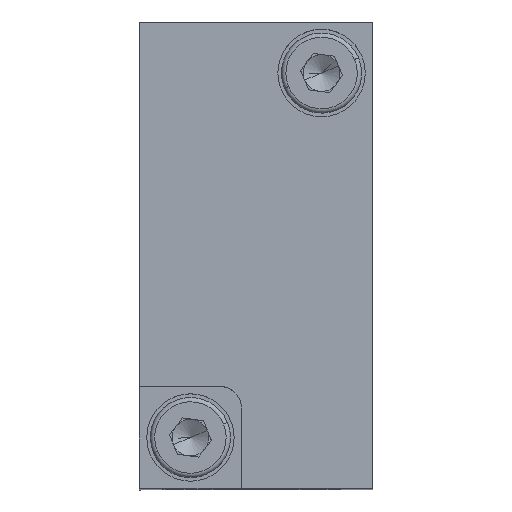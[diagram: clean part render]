
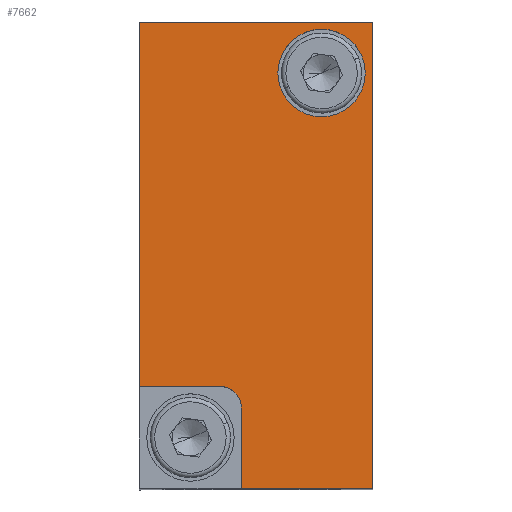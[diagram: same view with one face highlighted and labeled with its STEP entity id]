
A CAD part, top view. The second image highlights one B-rep face of the part: STEP entity #7662.
In plain terms, the highlighted planar face has unit normal (0, 0, 1).
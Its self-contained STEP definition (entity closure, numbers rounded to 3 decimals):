
#129 = AXIS2_PLACEMENT_3D ( 'NONE', #3567, #15222, #5242 ) ;
#211 = LINE ( 'NONE', #2452, #8458 ) ;
#368 = CARTESIAN_POINT ( 'NONE',  ( 28.654, 10.938, 69.158 ) ) ;
#562 = CARTESIAN_POINT ( 'NONE',  ( 34.154, 36.938, 69.158 ) ) ;
#916 = CARTESIAN_POINT ( 'NONE',  ( 37.654, 37.438, 69.158 ) ) ;
#984 = AXIS2_PLACEMENT_3D ( 'NONE', #916, #12509, #2567 ) ;
#1001 = ORIENTED_EDGE ( 'NONE', *, *, #12905, .F. ) ;
#1021 = CARTESIAN_POINT ( 'NONE',  ( 21.654, 37.438, 69.158 ) ) ;
#1424 = EDGE_LOOP ( 'NONE', ( #7873, #11533 ) ) ;
#2416 = VERTEX_POINT ( 'NONE', #562 ) ;
#2452 = CARTESIAN_POINT ( 'NONE',  ( 37.654, 37.438, 69.158 ) ) ;
#2567 = DIRECTION ( 'NONE',  ( 0., -1., 0. ) ) ;
#2671 = DIRECTION ( 'NONE',  ( 1., 0., 0. ) ) ;
#3567 = CARTESIAN_POINT ( 'NONE',  ( 34.154, 33.938, 69.158 ) ) ;
#3795 = VECTOR ( 'NONE', #18585, 1000. ) ;
#4542 = DIRECTION ( 'NONE',  ( 0., 1., 0. ) ) ;
#5242 = DIRECTION ( 'NONE',  ( 0., 1., 0. ) ) ;
#5570 = VECTOR ( 'NONE', #5590, 1000. ) ;
#5590 = DIRECTION ( 'NONE',  ( -1., 0., 0. ) ) ;
#5622 = VERTEX_POINT ( 'NONE', #368 ) ;
#6411 = EDGE_LOOP ( 'NONE', ( #10724, #8860, #17929, #6638, #6517, #10353, #1001 ) ) ;
#6505 = EDGE_CURVE ( 'NONE', #5622, #7577, #16457, .T. ) ;
#6517 = ORIENTED_EDGE ( 'NONE', *, *, #19758, .F. ) ;
#6638 = ORIENTED_EDGE ( 'NONE', *, *, #17885, .F. ) ;
#7063 = VERTEX_POINT ( 'NONE', #17360 ) ;
#7222 = DIRECTION ( 'NONE',  ( 0., 0., 1. ) ) ;
#7370 = CARTESIAN_POINT ( 'NONE',  ( 27.154, 10.938, 69.158 ) ) ;
#7577 = VERTEX_POINT ( 'NONE', #8845 ) ;
#7662 = ADVANCED_FACE ( 'NONE', ( #11658, #11120 ), #17557, .F. ) ;
#7873 = ORIENTED_EDGE ( 'NONE', *, *, #14149, .F. ) ;
#8458 = VECTOR ( 'NONE', #14081, 1000. ) ;
#8845 = CARTESIAN_POINT ( 'NONE',  ( 27.154, 12.438, 69.158 ) ) ;
#8860 = ORIENTED_EDGE ( 'NONE', *, *, #10510, .F. ) ;
#9038 = DIRECTION ( 'NONE',  ( 0., 1., 0. ) ) ;
#9967 = LINE ( 'NONE', #10590, #5570 ) ;
#10232 = LINE ( 'NONE', #10542, #18716 ) ;
#10353 = ORIENTED_EDGE ( 'NONE', *, *, #15417, .F. ) ;
#10510 = EDGE_CURVE ( 'NONE', #7577, #15735, #9967, .T. ) ;
#10542 = CARTESIAN_POINT ( 'NONE',  ( 21.654, 37.438, 69.158 ) ) ;
#10590 = CARTESIAN_POINT ( 'NONE',  ( 21.654, 12.438, 69.158 ) ) ;
#10724 = ORIENTED_EDGE ( 'NONE', *, *, #20890, .F. ) ;
#11120 = FACE_OUTER_BOUND ( 'NONE', #6411, .T. ) ;
#11533 = ORIENTED_EDGE ( 'NONE', *, *, #12754, .F. ) ;
#11591 = CARTESIAN_POINT ( 'NONE',  ( 21.654, 12.438, 69.158 ) ) ;
#11658 = FACE_BOUND ( 'NONE', #1424, .T. ) ;
#12049 = AXIS2_PLACEMENT_3D ( 'NONE', #7370, #19181, #9038 ) ;
#12237 = DIRECTION ( 'NONE',  ( 0., 1., 0. ) ) ;
#12509 = DIRECTION ( 'NONE',  ( 0., 0., -1. ) ) ;
#12754 = EDGE_CURVE ( 'NONE', #7063, #2416, #16723, .T. ) ;
#12905 = EDGE_CURVE ( 'NONE', #16767, #14501, #13519, .T. ) ;
#13013 = AXIS2_PLACEMENT_3D ( 'NONE', #17297, #7222, #19015 ) ;
#13245 = CARTESIAN_POINT ( 'NONE',  ( 37.654, 37.438, 69.158 ) ) ;
#13519 = LINE ( 'NONE', #1021, #18057 ) ;
#14081 = DIRECTION ( 'NONE',  ( 0., -1., 0. ) ) ;
#14107 = VECTOR ( 'NONE', #4542, 1000. ) ;
#14149 = EDGE_CURVE ( 'NONE', #2416, #7063, #14277, .T. ) ;
#14277 = CIRCLE ( 'NONE', #129, 3. ) ;
#14501 = VERTEX_POINT ( 'NONE', #13245 ) ;
#14539 = CARTESIAN_POINT ( 'NONE',  ( 28.654, 5.438, 69.158 ) ) ;
#15222 = DIRECTION ( 'NONE',  ( 0., 0., 1. ) ) ;
#15417 = EDGE_CURVE ( 'NONE', #14501, #20836, #211, .T. ) ;
#15735 = VERTEX_POINT ( 'NONE', #11591 ) ;
#16457 = CIRCLE ( 'NONE', #12049, 1.5 ) ;
#16508 = VERTEX_POINT ( 'NONE', #20581 ) ;
#16723 = CIRCLE ( 'NONE', #13013, 3. ) ;
#16767 = VERTEX_POINT ( 'NONE', #18109 ) ;
#16876 = CARTESIAN_POINT ( 'NONE',  ( 21.654, 5.438, 69.158 ) ) ;
#17131 = CARTESIAN_POINT ( 'NONE',  ( 37.654, 5.438, 69.158 ) ) ;
#17191 = LINE ( 'NONE', #16876, #3795 ) ;
#17297 = CARTESIAN_POINT ( 'NONE',  ( 34.154, 33.938, 69.158 ) ) ;
#17360 = CARTESIAN_POINT ( 'NONE',  ( 34.154, 30.938, 69.158 ) ) ;
#17557 = PLANE ( 'NONE',  #984 ) ;
#17885 = EDGE_CURVE ( 'NONE', #16508, #5622, #18119, .T. ) ;
#17929 = ORIENTED_EDGE ( 'NONE', *, *, #6505, .F. ) ;
#18057 = VECTOR ( 'NONE', #2671, 1000. ) ;
#18109 = CARTESIAN_POINT ( 'NONE',  ( 21.654, 37.438, 69.158 ) ) ;
#18119 = LINE ( 'NONE', #14539, #14107 ) ;
#18585 = DIRECTION ( 'NONE',  ( -1., 0., 0. ) ) ;
#18716 = VECTOR ( 'NONE', #12237, 1000. ) ;
#19015 = DIRECTION ( 'NONE',  ( 0., 1., 0. ) ) ;
#19181 = DIRECTION ( 'NONE',  ( 0., 0., 1. ) ) ;
#19758 = EDGE_CURVE ( 'NONE', #20836, #16508, #17191, .T. ) ;
#20581 = CARTESIAN_POINT ( 'NONE',  ( 28.654, 5.438, 69.158 ) ) ;
#20836 = VERTEX_POINT ( 'NONE', #17131 ) ;
#20890 = EDGE_CURVE ( 'NONE', #15735, #16767, #10232, .T. ) ;
